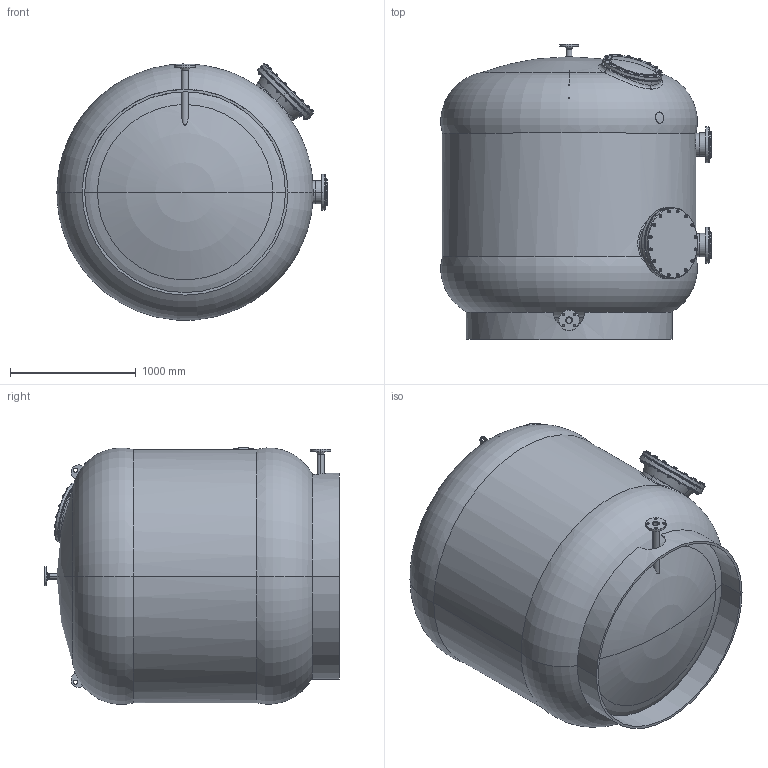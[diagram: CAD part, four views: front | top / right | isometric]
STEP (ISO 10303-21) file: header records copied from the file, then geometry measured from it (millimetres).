
FILE_DESCRIPTION (( 'STEP AP214' ), '1' );
FILE_NAME ('adriatic200c.STEP', '2020-11-04T10:17:51', ( '' ), ( '' ), 'SwSTEP 2.0', 'SolidWorks 2019', '' );
FILE_SCHEMA (( 'AUTOMOTIVE_DESIGN' ));
Length unit declared in the file: millimetre
Products named in the file (1): adriatic200c
Bounding box: 2151.86 x 2348.88 x 2044.8 mm (x, y, z)
Surface area: 38824998 mm2 (no closed solid volume)
Topology: 0 solids, 131 shells, 1918 faces, 4280 edges, 2627 vertices
Faces by surface type: cone 621, cylinder 610, plane 580, torus 78, bspline 21, sphere 8
Entity records: 107344 total; most frequent: CARTESIAN_POINT 43735, ORIENTED_EDGE 8412, DIRECTION 8360, EDGE_CURVE 4238, AXIS2_PLACEMENT_3D 3594, VERTEX_POINT 2625, EDGE_LOOP 2307, UNCERTAINTY_MEASURE_WITH_UNIT 2035
